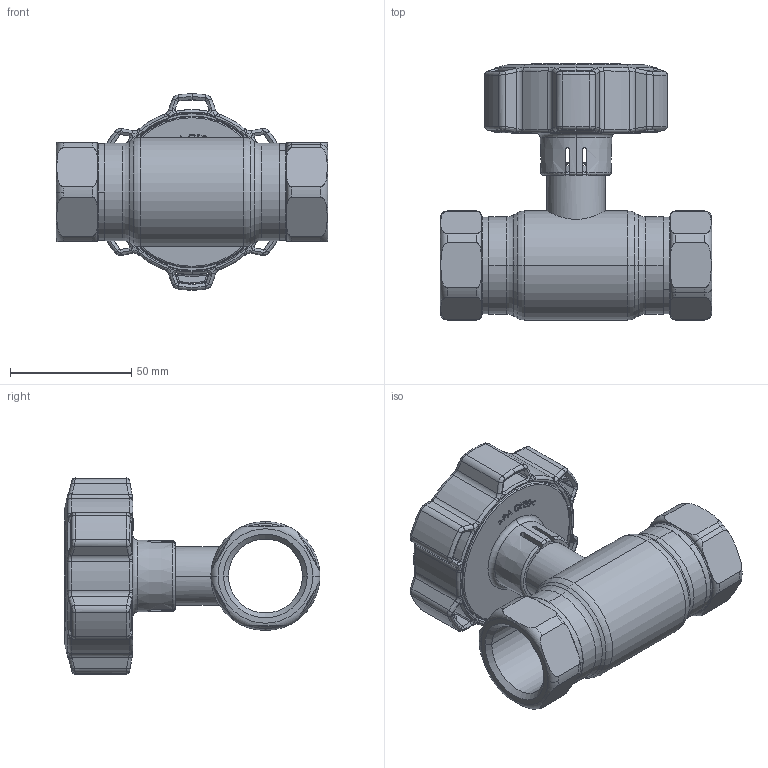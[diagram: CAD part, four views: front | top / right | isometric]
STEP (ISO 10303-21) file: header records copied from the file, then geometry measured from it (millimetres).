
FILE_DESCRIPTION (( 'STEP AP214' ), '1' );
FILE_NAME ('1025002030-2201.step', '2023-09-18T09:15:36', ( '' ), ( '' ), 'SwSTEP 2.0', 'SolidWorks 2021', '' );
FILE_SCHEMA (( 'AUTOMOTIVE_DESIGN' ));
Length unit declared in the file: millimetre
Products named in the file (1): 1025002030-2201
Bounding box: 112 x 105.6 x 81 mm (x, y, z)
Surface area: 50260.7 mm2 (no closed solid volume)
Topology: 0 solids, 13 shells, 605 faces, 1711 edges, 1092 vertices
Faces by surface type: bspline 185, cylinder 157, plane 119, torus 73, cone 71
Entity records: 37161 total; most frequent: CARTESIAN_POINT 16713, ORIENTED_EDGE 3074, DIRECTION 2374, EDGE_CURVE 1711, VERTEX_POINT 1092, AXIS2_PLACEMENT_3D 938, B_SPLINE_CURVE_WITH_KNOTS 656, EDGE_LOOP 636
